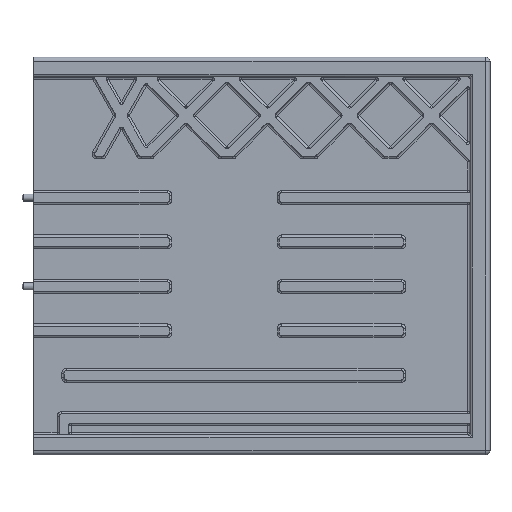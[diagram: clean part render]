
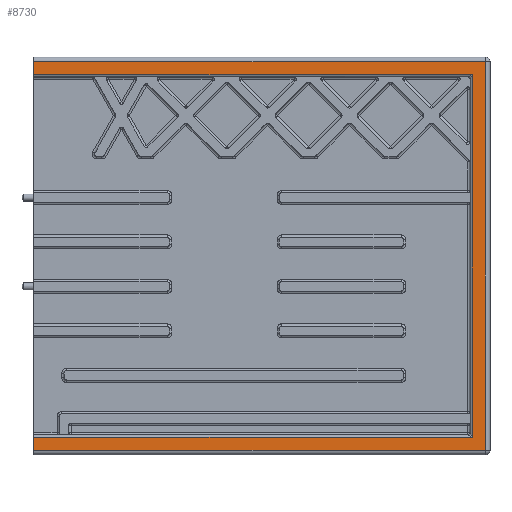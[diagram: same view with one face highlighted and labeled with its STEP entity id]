
A CAD part, top view. The second image highlights one B-rep face of the part: STEP entity #8730.
In plain terms, the highlighted planar face has unit normal (0, 0, 1).
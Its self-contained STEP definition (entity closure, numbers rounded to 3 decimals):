
#8060=CARTESIAN_POINT('',(197.4,-60.65,6.));
#8070=DIRECTION('',(0.,0.,1.));
#8080=DIRECTION('',(1.,0.,0.));
#8090=AXIS2_PLACEMENT_3D('',#8060,#8070,#8080);
#8100=PLANE('',#8090);
#8110=CARTESIAN_POINT('',(197.4,-143.65,6.));
#8120=DIRECTION('',(1.,0.,0.));
#8130=VECTOR('',#8120,1.);
#8140=LINE('',#8110,#8130);
#8150=CARTESIAN_POINT('',(197.4,-143.65,6.));
#8160=VERTEX_POINT('',#8150);
#8170=CARTESIAN_POINT('',(390.4,-143.65,6.));
#8180=VERTEX_POINT('',#8170);
#8190=EDGE_CURVE('',#8160,#8180,#8140,.T.);
#8200=ORIENTED_EDGE('',*,*,#8190,.T.);
#8210=CARTESIAN_POINT('',(197.4,-133.147,6.));
#8220=DIRECTION('',(0.,1.,0.));
#8230=VECTOR('',#8220,1.);
#8240=LINE('',#8210,#8230);
#8250=CARTESIAN_POINT('',(197.4,-138.15,6.));
#8260=VERTEX_POINT('',#8250);
#8270=EDGE_CURVE('',#8160,#8260,#8240,.T.);
#8280=ORIENTED_EDGE('',*,*,#8270,.F.);
#8290=CARTESIAN_POINT('',(197.4,-138.15,6.));
#8300=DIRECTION('',(1.,0.,0.));
#8310=VECTOR('',#8300,1.);
#8320=LINE('',#8290,#8310);
#8330=CARTESIAN_POINT('',(384.9,-138.15,6.));
#8340=VERTEX_POINT('',#8330);
#8350=EDGE_CURVE('',#8260,#8340,#8320,.T.);
#8360=ORIENTED_EDGE('',*,*,#8350,.F.);
#8370=CARTESIAN_POINT('',(384.9,-133.147,6.));
#8380=DIRECTION('',(0.,1.,0.));
#8390=VECTOR('',#8380,1.);
#8400=LINE('',#8370,#8390);
#8410=CARTESIAN_POINT('',(384.9,16.85,6.));
#8420=VERTEX_POINT('',#8410);
#8430=EDGE_CURVE('',#8340,#8420,#8400,.T.);
#8440=ORIENTED_EDGE('',*,*,#8430,.F.);
#8450=CARTESIAN_POINT('',(197.4,16.85,6.));
#8460=DIRECTION('',(1.,0.,0.));
#8470=VECTOR('',#8460,1.);
#8480=LINE('',#8450,#8470);
#8490=CARTESIAN_POINT('',(197.4,16.85,6.));
#8500=VERTEX_POINT('',#8490);
#8510=EDGE_CURVE('',#8500,#8420,#8480,.T.);
#8520=ORIENTED_EDGE('',*,*,#8510,.T.);
#8530=CARTESIAN_POINT('',(197.4,22.35,6.));
#8540=VERTEX_POINT('',#8530);
#8550=EDGE_CURVE('',#8500,#8540,#8240,.T.);
#8560=ORIENTED_EDGE('',*,*,#8550,.F.);
#8570=CARTESIAN_POINT('',(197.4,22.35,6.));
#8580=DIRECTION('',(-1.,0.,0.));
#8590=VECTOR('',#8580,1.);
#8600=LINE('',#8570,#8590);
#8610=CARTESIAN_POINT('',(390.4,22.35,6.));
#8620=VERTEX_POINT('',#8610);
#8630=EDGE_CURVE('',#8620,#8540,#8600,.T.);
#8640=ORIENTED_EDGE('',*,*,#8630,.T.);
#8650=CARTESIAN_POINT('',(390.4,-133.147,6.));
#8660=DIRECTION('',(0.,1.,0.));
#8670=VECTOR('',#8660,1.);
#8680=LINE('',#8650,#8670);
#8690=EDGE_CURVE('',#8180,#8620,#8680,.T.);
#8700=ORIENTED_EDGE('',*,*,#8690,.T.);
#8710=EDGE_LOOP('',(#8700,#8640,#8560,#8520,#8440,#8360,#8280,#8200));
#8720=FACE_OUTER_BOUND('',#8710,.T.);
#8730=ADVANCED_FACE('',(#8720),#8100,.T.);
